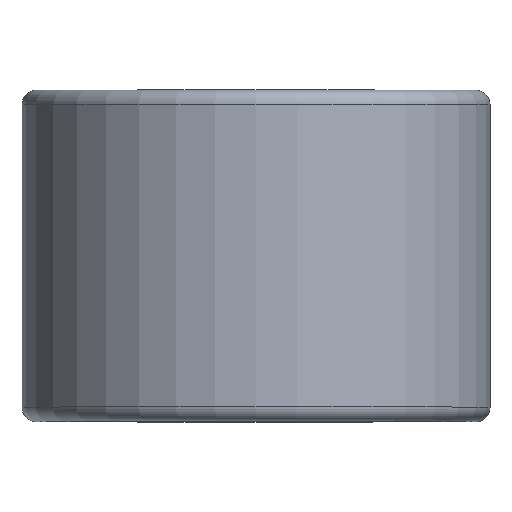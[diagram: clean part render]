
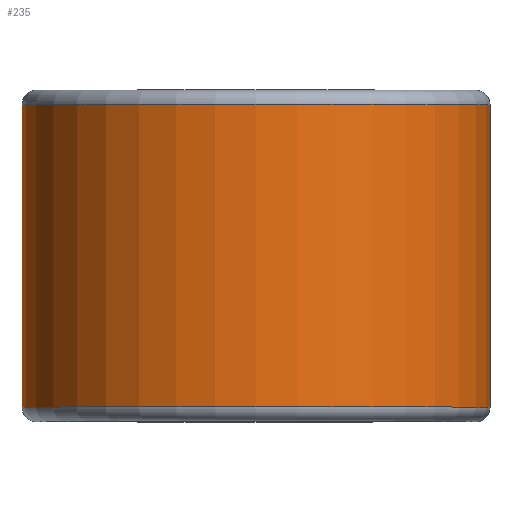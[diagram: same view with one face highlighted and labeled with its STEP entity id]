
A CAD part, top view. The second image highlights one B-rep face of the part: STEP entity #235.
In plain terms, the highlighted cylindrical face has radius 12.332 mm (diameter 24.663 mm), a partial arc.
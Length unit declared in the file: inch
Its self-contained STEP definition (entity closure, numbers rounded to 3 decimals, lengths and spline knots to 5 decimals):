
#54 = VERTEX_POINT ( 'NONE', #1105 ) ;
#88 = AXIS2_PLACEMENT_3D ( 'NONE', #755, #95, #742 ) ;
#93 = CARTESIAN_POINT ( 'NONE',  ( 0., 0.31375, -0.4855 ) ) ;
#95 = DIRECTION ( 'NONE',  ( 0., -1., 0. ) ) ;
#129 = DIRECTION ( 'NONE',  ( 0., -1., 0. ) ) ;
#235 = ADVANCED_FACE ( 'NONE', ( #606 ), #580, .T. ) ;
#252 = DIRECTION ( 'NONE',  ( 0., 1., 0. ) ) ;
#438 = CIRCLE ( 'NONE', #1744, 0.4855 ) ;
#439 = CARTESIAN_POINT ( 'NONE',  ( 0., 0.31375, -0.4855 ) ) ;
#572 = VECTOR ( 'NONE', #252, 39.37008 ) ;
#580 = CYLINDRICAL_SURFACE ( 'NONE', #88, 0.4855 ) ;
#606 = FACE_OUTER_BOUND ( 'NONE', #701, .T. ) ;
#666 = CARTESIAN_POINT ( 'NONE',  ( 0., -0.31375, 0. ) ) ;
#679 = EDGE_CURVE ( 'NONE', #1313, #694, #787, .T. ) ;
#694 = VERTEX_POINT ( 'NONE', #439 ) ;
#701 = EDGE_LOOP ( 'NONE', ( #998, #2341, #822, #1187 ) ) ;
#742 = DIRECTION ( 'NONE',  ( 0., 0., -1. ) ) ;
#755 = CARTESIAN_POINT ( 'NONE',  ( 0., 0.3125, 0. ) ) ;
#762 = VERTEX_POINT ( 'NONE', #2379 ) ;
#787 = LINE ( 'NONE', #93, #572 ) ;
#801 = EDGE_CURVE ( 'NONE', #762, #1313, #2329, .T. ) ;
#815 = EDGE_CURVE ( 'NONE', #762, #54, #1633, .T. ) ;
#821 = EDGE_CURVE ( 'NONE', #54, #694, #438, .T. ) ;
#822 = ORIENTED_EDGE ( 'NONE', *, *, #679, .F. ) ;
#857 = DIRECTION ( 'NONE',  ( 0., 0., -1. ) ) ;
#866 = CARTESIAN_POINT ( 'NONE',  ( 0., -0.31375, -0.4855 ) ) ;
#998 = ORIENTED_EDGE ( 'NONE', *, *, #815, .T. ) ;
#1105 = CARTESIAN_POINT ( 'NONE',  ( 0.4855, 0.31375, 0. ) ) ;
#1187 = ORIENTED_EDGE ( 'NONE', *, *, #801, .F. ) ;
#1270 = CARTESIAN_POINT ( 'NONE',  ( 0., 0.31375, 0. ) ) ;
#1313 = VERTEX_POINT ( 'NONE', #866 ) ;
#1474 = CARTESIAN_POINT ( 'NONE',  ( 0.4855, 0.31375, 0. ) ) ;
#1494 = DIRECTION ( 'NONE',  ( 0., 0., -1. ) ) ;
#1633 = LINE ( 'NONE', #1474, #1860 ) ;
#1744 = AXIS2_PLACEMENT_3D ( 'NONE', #1270, #129, #1494 ) ;
#1769 = AXIS2_PLACEMENT_3D ( 'NONE', #666, #2023, #857 ) ;
#1860 = VECTOR ( 'NONE', #2221, 39.37008 ) ;
#2023 = DIRECTION ( 'NONE',  ( 0., -1., 0. ) ) ;
#2221 = DIRECTION ( 'NONE',  ( 0., 1., 0. ) ) ;
#2329 = CIRCLE ( 'NONE', #1769, 0.4855 ) ;
#2341 = ORIENTED_EDGE ( 'NONE', *, *, #821, .T. ) ;
#2379 = CARTESIAN_POINT ( 'NONE',  ( 0.4855, -0.31375, 0. ) ) ;
